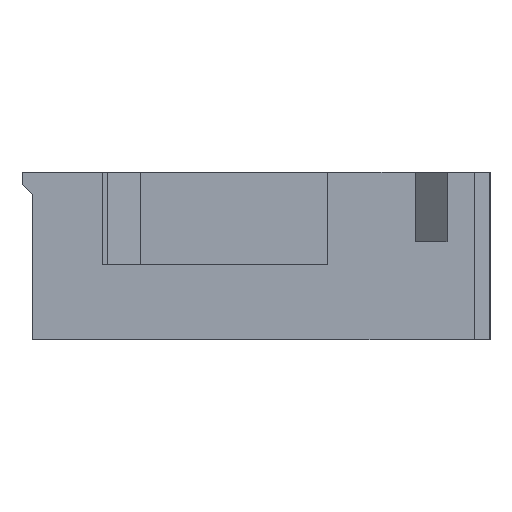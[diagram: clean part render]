
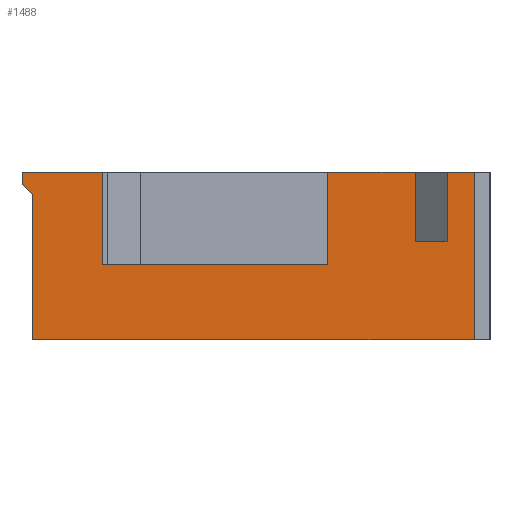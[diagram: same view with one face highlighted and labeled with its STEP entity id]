
A CAD part, left-side view. The second image highlights one B-rep face of the part: STEP entity #1488.
In plain terms, the highlighted planar face has unit normal (-1, 0, 0).
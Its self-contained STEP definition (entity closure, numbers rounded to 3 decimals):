
#2=DIRECTION('',(0.,0.,1.));
#3=VECTOR('',#2,1.147);
#4=CARTESIAN_POINT('',(-33.364,18.535,28.699));
#5=LINE('',#4,#3);
#14=DIRECTION('',(0.,0.,1.));
#15=VECTOR('',#14,8.7);
#16=CARTESIAN_POINT('',(-33.364,10.956,21.147));
#17=LINE('',#16,#15);
#18=DIRECTION('',(0.,1.,0.));
#19=VECTOR('',#18,21.276);
#20=CARTESIAN_POINT('',(-33.364,-10.32,21.147));
#21=LINE('',#20,#19);
#22=DIRECTION('',(0.,0.,-1.));
#23=VECTOR('',#22,8.7);
#24=CARTESIAN_POINT('',(-33.364,-10.32,29.846));
#25=LINE('',#24,#23);
#26=DIRECTION('',(0.,0.,1.));
#27=VECTOR('',#26,6.568);
#28=CARTESIAN_POINT('',(-33.364,-18.62,23.279));
#29=LINE('',#28,#27);
#30=DIRECTION('',(0.,0.,-1.));
#31=VECTOR('',#30,6.568);
#32=CARTESIAN_POINT('',(-33.364,-21.611,29.846));
#33=LINE('',#32,#31);
#34=DIRECTION('',(0.,0.,1.));
#35=VECTOR('',#34,15.847);
#36=CARTESIAN_POINT('',(-33.364,-24.172,13.999));
#37=LINE('',#36,#35);
#38=DIRECTION('',(0.,-1.,0.));
#39=VECTOR('',#38,41.704);
#40=CARTESIAN_POINT('',(-33.364,17.532,13.999));
#41=LINE('',#40,#39);
#42=DIRECTION('',(0.,0.,-1.));
#43=VECTOR('',#42,13.7);
#44=CARTESIAN_POINT('',(-33.364,17.532,27.699));
#45=LINE('',#44,#43);
#46=DIRECTION('',(0.,-0.708,-0.706));
#47=VECTOR('',#46,1.416);
#48=CARTESIAN_POINT('',(-33.364,18.535,28.699));
#49=LINE('',#48,#47);
#50=DIRECTION('',(0.,-1.,0.));
#51=VECTOR('',#50,7.578);
#52=CARTESIAN_POINT('',(-33.364,18.535,29.846));
#53=LINE('',#52,#51);
#232=DIRECTION('',(0.,-1.,0.));
#233=VECTOR('',#232,2.561);
#234=CARTESIAN_POINT('',(-33.364,-21.611,29.846));
#235=LINE('',#234,#233);
#340=DIRECTION('',(0.,-1.,0.));
#341=VECTOR('',#340,8.3);
#342=CARTESIAN_POINT('',(-33.364,-10.32,29.846));
#343=LINE('',#342,#341);
#918=DIRECTION('',(0.,-1.,0.));
#919=VECTOR('',#918,2.991);
#920=CARTESIAN_POINT('',(-33.364,-18.62,23.279));
#921=LINE('',#920,#919);
#1094=CARTESIAN_POINT('',(-33.364,18.535,28.699));
#1095=CARTESIAN_POINT('',(-33.364,18.535,29.846));
#1096=VERTEX_POINT('',#1094);
#1097=VERTEX_POINT('',#1095);
#1102=CARTESIAN_POINT('',(-33.364,10.956,29.846));
#1103=VERTEX_POINT('',#1102);
#1142=CARTESIAN_POINT('',(-33.364,10.956,21.147));
#1143=VERTEX_POINT('',#1142);
#1178=CARTESIAN_POINT('',(-33.364,17.532,13.999));
#1179=CARTESIAN_POINT('',(-33.364,-24.172,
13.999));
#1180=VERTEX_POINT('',#1178);
#1181=VERTEX_POINT('',#1179);
#1296=CARTESIAN_POINT('',(-33.364,-21.611,
29.846));
#1297=VERTEX_POINT('',#1296);
#1298=CARTESIAN_POINT('',(-33.364,-24.172,
29.846));
#1299=VERTEX_POINT('',#1298);
#1312=CARTESIAN_POINT('',(-33.364,-10.32,
29.846));
#1313=VERTEX_POINT('',#1312);
#1314=CARTESIAN_POINT('',(-33.364,-18.62,
29.846));
#1315=VERTEX_POINT('',#1314);
#1322=CARTESIAN_POINT('',(-33.364,-21.611,
23.279));
#1323=VERTEX_POINT('',#1322);
#1326=CARTESIAN_POINT('',(-33.364,-18.62,
23.279));
#1327=VERTEX_POINT('',#1326);
#1334=CARTESIAN_POINT('',(-33.364,-10.32,
21.147));
#1335=VERTEX_POINT('',#1334);
#1338=CARTESIAN_POINT('',(-33.364,17.532,27.699));
#1339=VERTEX_POINT('',#1338);
#1454=CARTESIAN_POINT('',(-33.364,11.956,29.896));
#1455=DIRECTION('',(-1.,0.,0.));
#1456=DIRECTION('',(0.,1.,0.));
#1457=AXIS2_PLACEMENT_3D('',#1454,#1455,#1456);
#1458=PLANE('',#1457);
#1459=ORIENTED_EDGE('',*,*,#1443,.T.);
#1461=ORIENTED_EDGE('',*,*,#1460,.T.);
#1463=ORIENTED_EDGE('',*,*,#1462,.F.);
#1465=ORIENTED_EDGE('',*,*,#1464,.F.);
#1467=ORIENTED_EDGE('',*,*,#1466,.F.);
#1469=ORIENTED_EDGE('',*,*,#1468,.T.);
#1471=ORIENTED_EDGE('',*,*,#1470,.F.);
#1473=ORIENTED_EDGE('',*,*,#1472,.T.);
#1475=ORIENTED_EDGE('',*,*,#1474,.F.);
#1477=ORIENTED_EDGE('',*,*,#1476,.T.);
#1479=ORIENTED_EDGE('',*,*,#1478,.F.);
#1481=ORIENTED_EDGE('',*,*,#1480,.F.);
#1483=ORIENTED_EDGE('',*,*,#1482,.F.);
#1485=ORIENTED_EDGE('',*,*,#1484,.F.);
#1486=EDGE_LOOP('',(#1459,#1461,#1463,#1465,#1467,#1469,#1471,#1473,#1475,#1477,
#1479,#1481,#1483,#1485));
#1487=FACE_OUTER_BOUND('',#1486,.F.);
#1488=ADVANCED_FACE('',(#1487),#1458,.T.);
#1443=EDGE_CURVE('',#1096,#1097,#5,.T.);
#1460=EDGE_CURVE('',#1097,#1103,#53,.T.);
#1462=EDGE_CURVE('',#1143,#1103,#17,.T.);
#1464=EDGE_CURVE('',#1335,#1143,#21,.T.);
#1466=EDGE_CURVE('',#1313,#1335,#25,.T.);
#1468=EDGE_CURVE('',#1313,#1315,#343,.T.);
#1470=EDGE_CURVE('',#1327,#1315,#29,.T.);
#1472=EDGE_CURVE('',#1327,#1323,#921,.T.);
#1474=EDGE_CURVE('',#1297,#1323,#33,.T.);
#1476=EDGE_CURVE('',#1297,#1299,#235,.T.);
#1478=EDGE_CURVE('',#1181,#1299,#37,.T.);
#1480=EDGE_CURVE('',#1180,#1181,#41,.T.);
#1482=EDGE_CURVE('',#1339,#1180,#45,.T.);
#1484=EDGE_CURVE('',#1096,#1339,#49,.T.);
